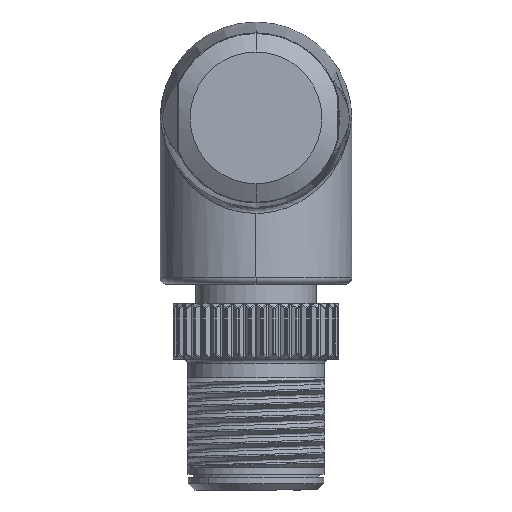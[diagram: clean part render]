
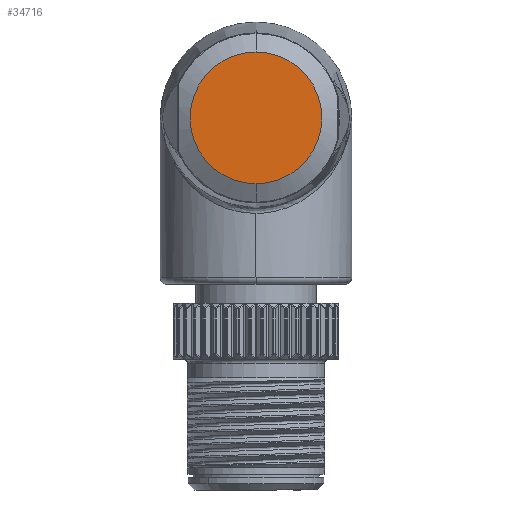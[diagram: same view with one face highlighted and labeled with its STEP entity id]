
A CAD part, front view. The second image highlights one B-rep face of the part: STEP entity #34716.
In plain terms, the highlighted planar face has unit normal (0, -1, 0).
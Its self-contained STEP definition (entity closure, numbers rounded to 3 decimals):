
#5777 = VERTEX_POINT ( 'NONE', #19430 ) ;
#6500 = DIRECTION ( 'NONE',  ( 0., -1., 0. ) ) ;
#8089 = EDGE_LOOP ( 'NONE', ( #13763, #18151 ) ) ;
#11615 = EDGE_CURVE ( 'NONE', #5777, #49879, #18138, .T. ) ;
#12395 = DIRECTION ( 'NONE',  ( -1., 0., 0. ) ) ;
#13763 = ORIENTED_EDGE ( 'NONE', *, *, #11615, .T. ) ;
#18138 = CIRCLE ( 'NONE', #26814, 5.15 ) ;
#18151 = ORIENTED_EDGE ( 'NONE', *, *, #21746, .T. ) ;
#19430 = CARTESIAN_POINT ( 'NONE',  ( 0., -31.2, 10.107 ) ) ;
#20377 = CIRCLE ( 'NONE', #43031, 5.15 ) ;
#21746 = EDGE_CURVE ( 'NONE', #49879, #5777, #20377, .T. ) ;
#26002 = DIRECTION ( 'NONE',  ( 0., -1., 0. ) ) ;
#26814 = AXIS2_PLACEMENT_3D ( 'NONE', #32997, #6500, #41309 ) ;
#30488 = CARTESIAN_POINT ( 'NONE',  ( 0., -31.2, 15.257 ) ) ;
#32997 = CARTESIAN_POINT ( 'NONE',  ( 0., -31.2, 15.257 ) ) ;
#34421 = AXIS2_PLACEMENT_3D ( 'NONE', #56086, #26002, #12395 ) ;
#34716 = ADVANCED_FACE ( 'NONE', ( #44571 ), #51713, .T. ) ;
#41309 = DIRECTION ( 'NONE',  ( 0., 0., 1. ) ) ;
#43031 = AXIS2_PLACEMENT_3D ( 'NONE', #30488, #43122, #47489 ) ;
#43122 = DIRECTION ( 'NONE',  ( 0., -1., 0. ) ) ;
#44251 = CARTESIAN_POINT ( 'NONE',  ( 0., -31.2, 20.407 ) ) ;
#44571 = FACE_OUTER_BOUND ( 'NONE', #8089, .T. ) ;
#47489 = DIRECTION ( 'NONE',  ( 0., 0., 1. ) ) ;
#49879 = VERTEX_POINT ( 'NONE', #44251 ) ;
#51713 = PLANE ( 'NONE',  #34421 ) ;
#56086 = CARTESIAN_POINT ( 'NONE',  ( 0., -31.2, 15.257 ) ) ;
